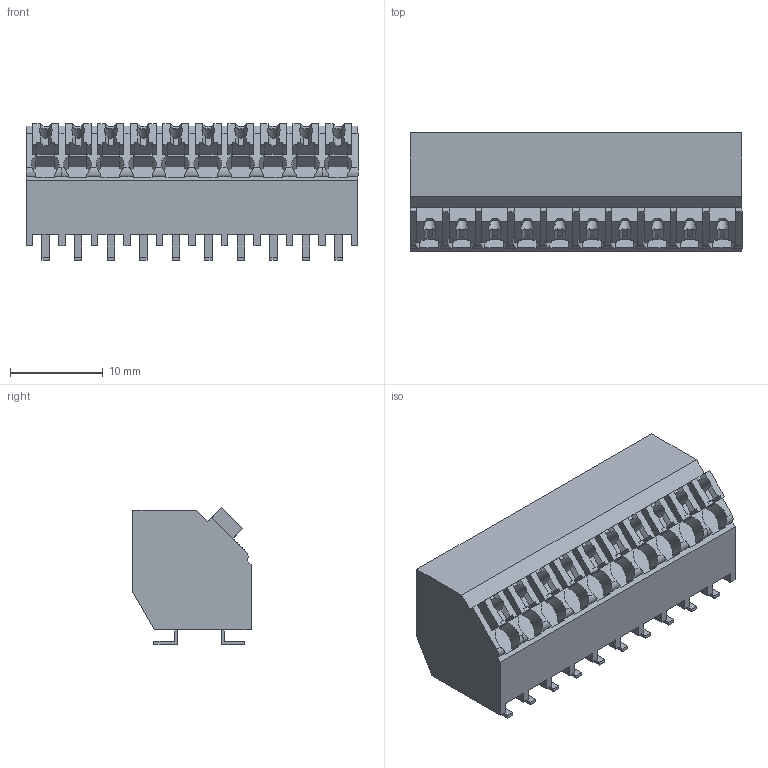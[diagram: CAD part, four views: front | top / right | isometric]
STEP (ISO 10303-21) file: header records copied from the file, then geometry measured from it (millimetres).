
FILE_DESCRIPTION(('CATIA V5 STEP Exchange','CAx-IF Rec.Pracs.--- Model Styling and Organization---1.2---2011-12-15'),'2;1');
FILE_NAME ('D1452208_0_1473410000_1473410000.stp','2018-03-24T16:09:59+00:00',('none'),('Weidmueller'),'CATIA Version 5-6 Release 2014','CATIA V5 STEP AP214','none');
FILE_SCHEMA(('AUTOMOTIVE_DESIGN { 1 0 10303 214 1 1 1 1 }'));
Length unit declared in the file: millimetre
Products named in the file (1): 1473410000
Bounding box: 35.7 x 12.7 x 14.71 mm (x, y, z)
Volume: 4052.7 mm3; surface area: 4066.3 mm2
Topology: 31 solids, 31 shells, 675 faces, 1939 edges, 1326 vertices
Faces by surface type: plane 621, cylinder 54
Entity records: 20198 total; most frequent: CARTESIAN_POINT 4074, ORIENTED_EDGE 3878, DIRECTION 2422, EDGE_CURVE 1939, VECTOR 1734, LINE 1734, VERTEX_POINT 1326, EDGE_LOOP 695
